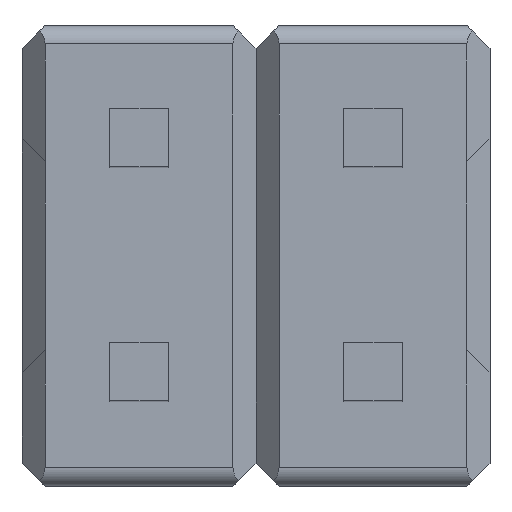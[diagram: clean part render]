
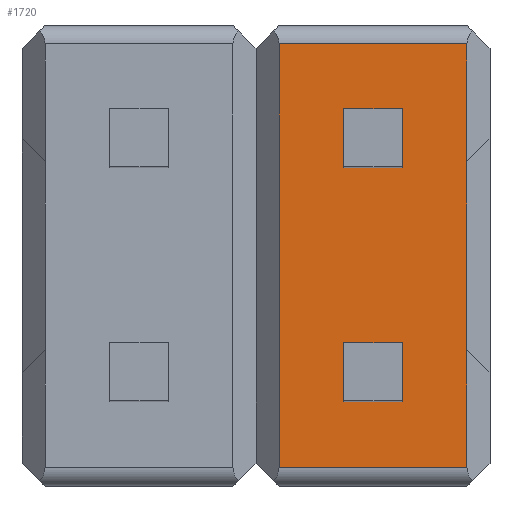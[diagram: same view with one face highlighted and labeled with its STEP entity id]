
A CAD part, top view. The second image highlights one B-rep face of the part: STEP entity #1720.
In plain terms, the highlighted planar face has unit normal (0, 0, 1).
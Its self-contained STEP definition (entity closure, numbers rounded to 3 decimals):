
#218=DIRECTION('',(0.,-1.,0.));
#219=VECTOR('',#218,4.6);
#220=CARTESIAN_POINT('',(0.25,2.3,0.));
#221=LINE('',#220,#219);
#222=DIRECTION('',(1.,0.,0.));
#223=VECTOR('',#222,2.04);
#224=CARTESIAN_POINT('',(0.25,2.3,0.));
#225=LINE('',#224,#223);
#226=DIRECTION('',(0.,-1.,0.));
#227=VECTOR('',#226,1.28);
#228=CARTESIAN_POINT('',(2.29,2.3,0.));
#229=LINE('',#228,#227);
#230=DIRECTION('',(0.,-1.,0.));
#231=VECTOR('',#230,2.04);
#232=CARTESIAN_POINT('',(2.29,1.02,0.));
#233=LINE('',#232,#231);
#234=DIRECTION('',(0.,-1.,0.));
#235=VECTOR('',#234,1.28);
#236=CARTESIAN_POINT('',(2.29,-1.02,0.));
#237=LINE('',#236,#235);
#258=DIRECTION('',(-1.,0.,0.));
#259=VECTOR('',#258,0.63);
#260=CARTESIAN_POINT('',(1.585,0.955,0.));
#261=LINE('',#260,#259);
#262=DIRECTION('',(0.,1.,0.));
#263=VECTOR('',#262,0.63);
#264=CARTESIAN_POINT('',(1.585,0.955,0.));
#265=LINE('',#264,#263);
#266=DIRECTION('',(-1.,0.,0.));
#267=VECTOR('',#266,0.63);
#268=CARTESIAN_POINT('',(1.585,1.585,0.));
#269=LINE('',#268,#267);
#270=DIRECTION('',(0.,1.,0.));
#271=VECTOR('',#270,0.63);
#272=CARTESIAN_POINT('',(0.955,0.955,0.));
#273=LINE('',#272,#271);
#274=DIRECTION('',(-1.,0.,0.));
#275=VECTOR('',#274,0.63);
#276=CARTESIAN_POINT('',(1.585,-0.955,0.));
#277=LINE('',#276,#275);
#278=DIRECTION('',(0.,-1.,0.));
#279=VECTOR('',#278,0.63);
#280=CARTESIAN_POINT('',(0.955,-0.955,0.));
#281=LINE('',#280,#279);
#282=DIRECTION('',(-1.,0.,0.));
#283=VECTOR('',#282,0.63);
#284=CARTESIAN_POINT('',(1.585,-1.585,0.));
#285=LINE('',#284,#283);
#286=DIRECTION('',(0.,-1.,0.));
#287=VECTOR('',#286,0.63);
#288=CARTESIAN_POINT('',(1.585,-0.955,0.));
#289=LINE('',#288,#287);
#328=DIRECTION('',(1.,0.,0.));
#329=VECTOR('',#328,2.04);
#330=CARTESIAN_POINT('',(0.25,-2.3,0.));
#331=LINE('',#330,#329);
#1190=CARTESIAN_POINT('',(1.585,0.955,0.));
#1191=CARTESIAN_POINT('',(0.955,0.955,0.));
#1192=VERTEX_POINT('',#1190);
#1193=VERTEX_POINT('',#1191);
#1194=CARTESIAN_POINT('',(1.585,1.585,0.));
#1195=CARTESIAN_POINT('',(0.955,1.585,0.));
#1196=VERTEX_POINT('',#1194);
#1197=VERTEX_POINT('',#1195);
#1282=CARTESIAN_POINT('',(2.29,2.3,0.));
#1283=CARTESIAN_POINT('',(2.29,1.02,0.));
#1284=VERTEX_POINT('',#1282);
#1285=VERTEX_POINT('',#1283);
#1286=CARTESIAN_POINT('',(2.29,-1.02,0.));
#1287=CARTESIAN_POINT('',(2.29,-2.3,0.));
#1288=VERTEX_POINT('',#1286);
#1289=VERTEX_POINT('',#1287);
#1326=CARTESIAN_POINT('',(0.25,2.3,0.));
#1327=CARTESIAN_POINT('',(0.25,-2.3,0.));
#1328=VERTEX_POINT('',#1326);
#1329=VERTEX_POINT('',#1327);
#1412=CARTESIAN_POINT('',(1.585,-0.955,0.));
#1413=VERTEX_POINT('',#1412);
#1414=CARTESIAN_POINT('',(0.955,-0.955,0.));
#1415=VERTEX_POINT('',#1414);
#1424=CARTESIAN_POINT('',(1.585,-1.585,0.));
#1425=VERTEX_POINT('',#1424);
#1426=CARTESIAN_POINT('',(0.955,-1.585,0.));
#1427=VERTEX_POINT('',#1426);
#1681=CARTESIAN_POINT('',(-2.54,2.3,0.));
#1682=DIRECTION('',(0.,0.,1.));
#1683=DIRECTION('',(0.,-1.,0.));
#1684=AXIS2_PLACEMENT_3D('',#1681,#1682,#1683);
#1685=PLANE('',#1684);
#1687=ORIENTED_EDGE('',*,*,#1686,.F.);
#1689=ORIENTED_EDGE('',*,*,#1688,.T.);
#1691=ORIENTED_EDGE('',*,*,#1690,.T.);
#1693=ORIENTED_EDGE('',*,*,#1692,.T.);
#1695=ORIENTED_EDGE('',*,*,#1694,.T.);
#1697=ORIENTED_EDGE('',*,*,#1696,.F.);
#1698=EDGE_LOOP('',(#1687,#1689,#1691,#1693,#1695,#1697));
#1699=FACE_OUTER_BOUND('',#1698,.F.);
#1701=ORIENTED_EDGE('',*,*,#1700,.F.);
#1703=ORIENTED_EDGE('',*,*,#1702,.T.);
#1705=ORIENTED_EDGE('',*,*,#1704,.T.);
#1707=ORIENTED_EDGE('',*,*,#1706,.F.);
#1708=EDGE_LOOP('',(#1701,#1703,#1705,#1707));
#1709=FACE_BOUND('',#1708,.F.);
#1711=ORIENTED_EDGE('',*,*,#1710,.T.);
#1713=ORIENTED_EDGE('',*,*,#1712,.T.);
#1715=ORIENTED_EDGE('',*,*,#1714,.F.);
#1717=ORIENTED_EDGE('',*,*,#1716,.F.);
#1718=EDGE_LOOP('',(#1711,#1713,#1715,#1717));
#1719=FACE_BOUND('',#1718,.F.);
#1686=EDGE_CURVE('',#1328,#1329,#221,.T.);
#1688=EDGE_CURVE('',#1328,#1284,#225,.T.);
#1690=EDGE_CURVE('',#1284,#1285,#229,.T.);
#1692=EDGE_CURVE('',#1285,#1288,#233,.T.);
#1694=EDGE_CURVE('',#1288,#1289,#237,.T.);
#1696=EDGE_CURVE('',#1329,#1289,#331,.T.);
#1700=EDGE_CURVE('',#1192,#1193,#261,.T.);
#1702=EDGE_CURVE('',#1192,#1196,#265,.T.);
#1704=EDGE_CURVE('',#1196,#1197,#269,.T.);
#1706=EDGE_CURVE('',#1193,#1197,#273,.T.);
#1710=EDGE_CURVE('',#1413,#1415,#277,.T.);
#1712=EDGE_CURVE('',#1415,#1427,#281,.T.);
#1714=EDGE_CURVE('',#1425,#1427,#285,.T.);
#1716=EDGE_CURVE('',#1413,#1425,#289,.T.);
#1720=ADVANCED_FACE('',(#1699,#1709,#1719),#1685,.T.);
